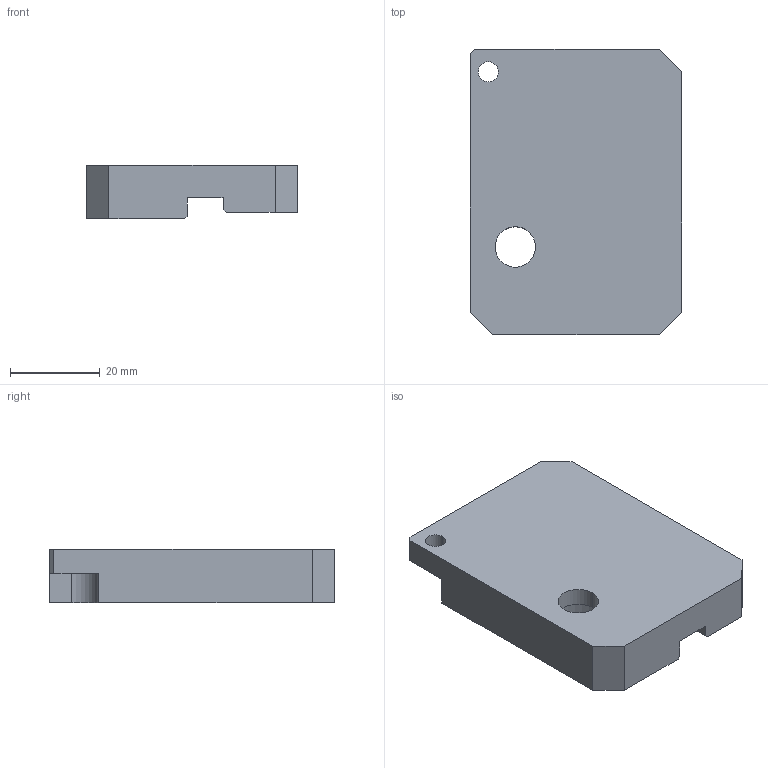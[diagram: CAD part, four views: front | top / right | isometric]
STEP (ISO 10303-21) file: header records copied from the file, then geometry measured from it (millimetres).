
FILE_DESCRIPTION (( 'STEP AP214' ), '1' );
FILE_NAME ('IP68-SE3-USI-80A-Flasque.sym.STEP', '2023-07-11T07:57:57', ( '' ), ( '' ), 'SwSTEP 2.0', 'SolidWorks 2021', '' );
FILE_SCHEMA (( 'AUTOMOTIVE_DESIGN' ));
Length unit declared in the file: millimetre
Products named in the file (1): IP68-SE3-USI-80A-Flasque.sym
Bounding box: 47 x 63.5 x 12 mm (x, y, z)
Volume: 27644.8 mm3; surface area: 9684.8 mm2
Topology: 1 solids, 1 shells, 37 faces, 98 edges, 62 vertices
Faces by surface type: plane 20, cylinder 13, cone 4
Entity records: 1204 total; most frequent: DIRECTION 196, CARTESIAN_POINT 194, ORIENTED_EDGE 188, EDGE_CURVE 94, LINE 68, VECTOR 68, AXIS2_PLACEMENT_3D 64, VERTEX_POINT 62
